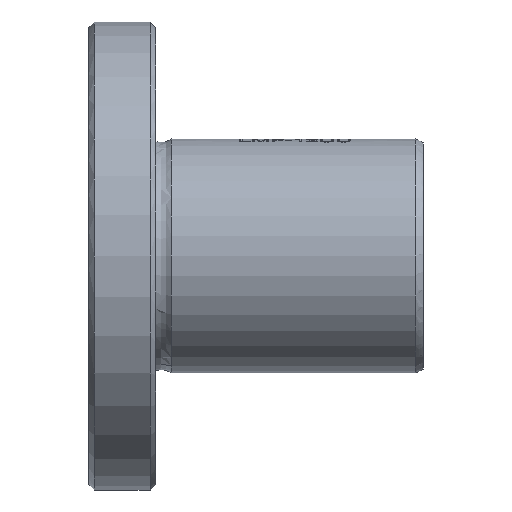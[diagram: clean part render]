
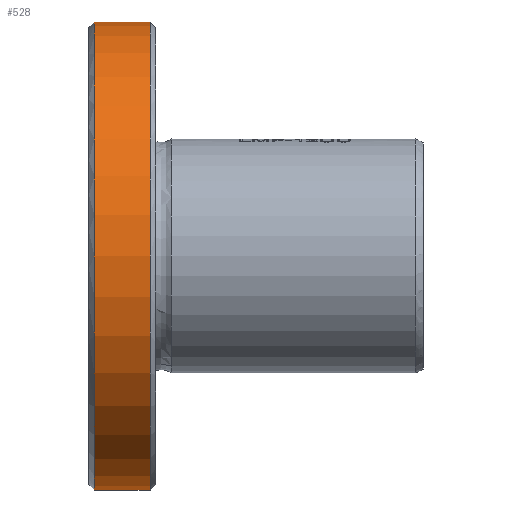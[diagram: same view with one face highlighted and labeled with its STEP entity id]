
A CAD part, front view. The second image highlights one B-rep face of the part: STEP entity #528.
In plain terms, the highlighted cylindrical face has radius 21 mm (diameter 42 mm), a full revolution.
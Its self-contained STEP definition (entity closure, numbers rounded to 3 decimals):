
#484=CYLINDRICAL_SURFACE('',#6099,21.);
#528=ADVANCED_FACE('',(#1172,#1173),#484,.T.);
#1078=CIRCLE('',#6089,21.);
#1079=CIRCLE('',#6090,21.);
#1080=CIRCLE('',#6097,21.);
#1081=CIRCLE('',#6098,21.);
#1172=FACE_BOUND('',#1274,.T.);
#1173=FACE_BOUND('',#1275,.T.);
#1274=EDGE_LOOP('',(#2862,#2863));
#1275=EDGE_LOOP('',(#2864,#2865));
#2862=ORIENTED_EDGE('',*,*,#5070,.T.);
#2863=ORIENTED_EDGE('',*,*,#5071,.T.);
#2864=ORIENTED_EDGE('',*,*,#5080,.F.);
#2865=ORIENTED_EDGE('',*,*,#5081,.F.);
#4494=VERTEX_POINT('',#9098);
#4495=VERTEX_POINT('',#9099);
#4504=VERTEX_POINT('',#9196);
#4505=VERTEX_POINT('',#9197);
#5070=EDGE_CURVE('',#4494,#4495,#1078,.T.);
#5071=EDGE_CURVE('',#4495,#4494,#1079,.T.);
#5080=EDGE_CURVE('',#4504,#4505,#1080,.T.);
#5081=EDGE_CURVE('',#4505,#4504,#1081,.T.);
#6089=AXIS2_PLACEMENT_3D('',#9097,#6590,#6591);
#6090=AXIS2_PLACEMENT_3D('',#9100,#6592,#6593);
#6097=AXIS2_PLACEMENT_3D('',#9195,#6606,#6607);
#6098=AXIS2_PLACEMENT_3D('',#9198,#6608,#6609);
#6099=AXIS2_PLACEMENT_3D('',#9199,#6610,#6611);
#6590=DIRECTION('',(1.,0.,0.));
#6591=DIRECTION('',(0.,0.,-1.));
#6592=DIRECTION('',(1.,0.,0.));
#6593=DIRECTION('',(0.,0.,-1.));
#6606=DIRECTION('',(1.,0.,0.));
#6607=DIRECTION('',(0.,0.,1.));
#6608=DIRECTION('',(1.,0.,0.));
#6609=DIRECTION('',(0.,0.,1.));
#6610=DIRECTION('',(1.,0.,0.));
#6611=DIRECTION('',(0.,0.,-1.));
#9097=CARTESIAN_POINT('',(0.5,0.,0.));
#9098=CARTESIAN_POINT('',(0.5,0.,-21.));
#9099=CARTESIAN_POINT('',(0.5,0.,21.));
#9100=CARTESIAN_POINT('',(0.5,0.,0.));
#9195=CARTESIAN_POINT('',(5.5,0.,0.));
#9196=CARTESIAN_POINT('',(5.5,0.,21.));
#9197=CARTESIAN_POINT('',(5.5,0.,-21.));
#9198=CARTESIAN_POINT('',(5.5,0.,0.));
#9199=CARTESIAN_POINT('',(0.5,0.,0.));
